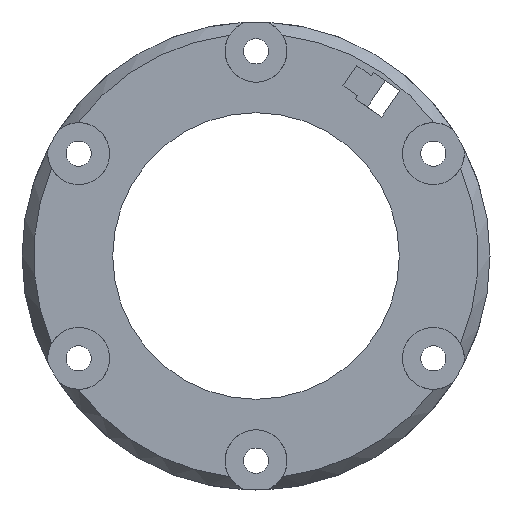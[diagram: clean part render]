
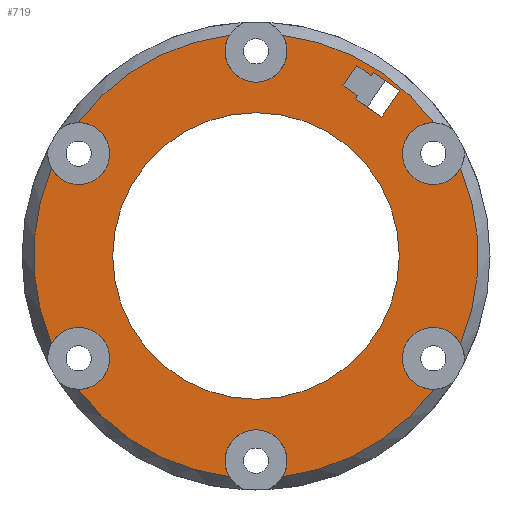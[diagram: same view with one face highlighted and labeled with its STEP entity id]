
A CAD part, front view. The second image highlights one B-rep face of the part: STEP entity #719.
In plain terms, the highlighted planar face has unit normal (0, -1, 0).
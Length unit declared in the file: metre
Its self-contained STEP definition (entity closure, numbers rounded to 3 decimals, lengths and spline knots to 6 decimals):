
#54=LINE('',#1173,#96);
#55=LINE('',#1176,#97);
#56=LINE('',#1178,#98);
#57=LINE('',#1180,#99);
#58=LINE('',#1182,#100);
#59=LINE('',#1184,#101);
#60=LINE('',#1186,#102);
#61=LINE('',#1188,#103);
#96=VECTOR('',#939,1.);
#97=VECTOR('',#940,1.);
#98=VECTOR('',#941,1.);
#99=VECTOR('',#942,1.);
#100=VECTOR('',#943,1.);
#101=VECTOR('',#944,1.);
#102=VECTOR('',#945,1.);
#103=VECTOR('',#946,1.);
#125=PLANE('',#798);
#195=ORIENTED_EDGE('',*,*,#343,.T.);
#196=ORIENTED_EDGE('',*,*,#387,.T.);
#197=ORIENTED_EDGE('',*,*,#388,.T.);
#198=ORIENTED_EDGE('',*,*,#389,.T.);
#199=ORIENTED_EDGE('',*,*,#390,.T.);
#200=ORIENTED_EDGE('',*,*,#391,.T.);
#201=ORIENTED_EDGE('',*,*,#392,.T.);
#202=ORIENTED_EDGE('',*,*,#393,.T.);
#203=ORIENTED_EDGE('',*,*,#394,.T.);
#204=ORIENTED_EDGE('',*,*,#386,.T.);
#205=ORIENTED_EDGE('',*,*,#395,.F.);
#206=ORIENTED_EDGE('',*,*,#396,.T.);
#207=ORIENTED_EDGE('',*,*,#397,.F.);
#208=ORIENTED_EDGE('',*,*,#398,.T.);
#209=ORIENTED_EDGE('',*,*,#399,.F.);
#210=ORIENTED_EDGE('',*,*,#400,.T.);
#211=ORIENTED_EDGE('',*,*,#401,.F.);
#212=ORIENTED_EDGE('',*,*,#402,.T.);
#213=ORIENTED_EDGE('',*,*,#403,.F.);
#214=ORIENTED_EDGE('',*,*,#404,.T.);
#215=ORIENTED_EDGE('',*,*,#405,.F.);
#343=EDGE_CURVE('',#444,#444,#517,.T.);
#386=EDGE_CURVE('',#484,#485,#542,.T.);
#387=EDGE_CURVE('',#486,#487,#54,.T.);
#388=EDGE_CURVE('',#487,#488,#55,.T.);
#389=EDGE_CURVE('',#488,#489,#56,.T.);
#390=EDGE_CURVE('',#489,#490,#57,.T.);
#391=EDGE_CURVE('',#490,#491,#58,.T.);
#392=EDGE_CURVE('',#491,#492,#59,.T.);
#393=EDGE_CURVE('',#492,#493,#60,.T.);
#394=EDGE_CURVE('',#493,#486,#61,.T.);
#395=EDGE_CURVE('',#494,#485,#543,.T.);
#396=EDGE_CURVE('',#494,#495,#544,.T.);
#397=EDGE_CURVE('',#496,#495,#545,.T.);
#398=EDGE_CURVE('',#496,#497,#546,.T.);
#399=EDGE_CURVE('',#498,#497,#547,.T.);
#400=EDGE_CURVE('',#498,#499,#548,.T.);
#401=EDGE_CURVE('',#500,#499,#549,.T.);
#402=EDGE_CURVE('',#500,#501,#550,.T.);
#403=EDGE_CURVE('',#502,#501,#551,.T.);
#404=EDGE_CURVE('',#502,#503,#552,.T.);
#405=EDGE_CURVE('',#484,#503,#553,.T.);
#444=VERTEX_POINT('',#1072);
#484=VERTEX_POINT('',#1164);
#485=VERTEX_POINT('',#1170);
#486=VERTEX_POINT('',#1174);
#487=VERTEX_POINT('',#1175);
#488=VERTEX_POINT('',#1177);
#489=VERTEX_POINT('',#1179);
#490=VERTEX_POINT('',#1181);
#491=VERTEX_POINT('',#1183);
#492=VERTEX_POINT('',#1185);
#493=VERTEX_POINT('',#1187);
#494=VERTEX_POINT('',#1190);
#495=VERTEX_POINT('',#1192);
#496=VERTEX_POINT('',#1194);
#497=VERTEX_POINT('',#1196);
#498=VERTEX_POINT('',#1198);
#499=VERTEX_POINT('',#1200);
#500=VERTEX_POINT('',#1202);
#501=VERTEX_POINT('',#1204);
#502=VERTEX_POINT('',#1206);
#503=VERTEX_POINT('',#1208);
#517=CIRCLE('',#765,0.0245);
#542=CIRCLE('',#797,0.005295);
#543=CIRCLE('',#799,0.038);
#544=CIRCLE('',#800,0.005295);
#545=CIRCLE('',#801,0.038);
#546=CIRCLE('',#802,0.005295);
#547=CIRCLE('',#803,0.038);
#548=CIRCLE('',#804,0.005295);
#549=CIRCLE('',#805,0.038);
#550=CIRCLE('',#806,0.005295);
#551=CIRCLE('',#807,0.038);
#552=CIRCLE('',#808,0.005295);
#553=CIRCLE('',#809,0.038);
#586=EDGE_LOOP('',(#195));
#587=EDGE_LOOP('',(#196,#197,#198,#199,#200,#201,#202,#203));
#588=EDGE_LOOP('',(#204,#205,#206,#207,#208,#209,#210,#211,#212,#213,#214,
#215));
#652=FACE_BOUND('',#586,.T.);
#653=FACE_BOUND('',#587,.T.);
#654=FACE_BOUND('',#588,.T.);
#719=ADVANCED_FACE('',(#652,#653,#654),#125,.T.);
#765=AXIS2_PLACEMENT_3D('',#1071,#855,#856);
#797=AXIS2_PLACEMENT_3D('',#1171,#935,#936);
#798=AXIS2_PLACEMENT_3D('',#1172,#937,#938);
#799=AXIS2_PLACEMENT_3D('',#1189,#947,#948);
#800=AXIS2_PLACEMENT_3D('',#1191,#949,#950);
#801=AXIS2_PLACEMENT_3D('',#1193,#951,#952);
#802=AXIS2_PLACEMENT_3D('',#1195,#953,#954);
#803=AXIS2_PLACEMENT_3D('',#1197,#955,#956);
#804=AXIS2_PLACEMENT_3D('',#1199,#957,#958);
#805=AXIS2_PLACEMENT_3D('',#1201,#959,#960);
#806=AXIS2_PLACEMENT_3D('',#1203,#961,#962);
#807=AXIS2_PLACEMENT_3D('',#1205,#963,#964);
#808=AXIS2_PLACEMENT_3D('',#1207,#965,#966);
#809=AXIS2_PLACEMENT_3D('',#1209,#967,#968);
#855=DIRECTION('',(0.,1.,0.));
#856=DIRECTION('',(-1.,0.,0.));
#935=DIRECTION('',(0.,1.,0.));
#936=DIRECTION('',(0.5,0.,-0.866));
#937=DIRECTION('',(0.,-1.,0.));
#938=DIRECTION('',(1.,0.,0.));
#939=DIRECTION('',(-0.824,0.,0.567));
#940=DIRECTION('',(0.567,0.,0.824));
#941=DIRECTION('',(-0.824,0.,0.567));
#942=DIRECTION('',(0.567,0.,0.824));
#943=DIRECTION('',(0.824,0.,-0.567));
#944=DIRECTION('',(0.567,0.,0.824));
#945=DIRECTION('',(0.824,0.,-0.567));
#946=DIRECTION('',(-0.567,0.,-0.824));
#947=DIRECTION('',(0.,1.,0.));
#948=DIRECTION('',(1.,0.,0.));
#949=DIRECTION('',(0.,1.,0.));
#950=DIRECTION('',(1.,0.,0.));
#951=DIRECTION('',(0.,1.,0.));
#952=DIRECTION('',(1.,0.,0.));
#953=DIRECTION('',(0.,1.,0.));
#954=DIRECTION('',(0.5,0.,0.866));
#955=DIRECTION('',(0.,1.,0.));
#956=DIRECTION('',(1.,0.,0.));
#957=DIRECTION('',(0.,1.,0.));
#958=DIRECTION('',(-0.5,0.,0.866));
#959=DIRECTION('',(0.,1.,0.));
#960=DIRECTION('',(1.,0.,0.));
#961=DIRECTION('',(0.,1.,0.));
#962=DIRECTION('',(-1.,0.,0.));
#963=DIRECTION('',(0.,1.,0.));
#964=DIRECTION('',(1.,0.,0.));
#965=DIRECTION('',(0.,1.,0.));
#966=DIRECTION('',(-0.5,0.,-0.866));
#967=DIRECTION('',(0.,1.,0.));
#968=DIRECTION('',(1.,0.,0.));
#1071=CARTESIAN_POINT('',(0.,-0.03,0.));
#1072=CARTESIAN_POINT('',(-0.0245,-0.03,0.));
#1164=CARTESIAN_POINT('',(0.034943,-0.03,0.014934));
#1170=CARTESIAN_POINT('',(0.030404,-0.03,0.022794));
#1171=CARTESIAN_POINT('',(0.030311,-0.03,0.0175));
#1172=CARTESIAN_POINT('',(0.,-0.03,0.));
#1173=CARTESIAN_POINT('',(0.018506,-0.03,0.025807));
#1174=CARTESIAN_POINT('',(0.021493,-0.03,0.023753));
#1175=CARTESIAN_POINT('',(0.017002,-0.03,0.026841));
#1176=CARTESIAN_POINT('',(0.008007,-0.03,0.01376));
#1177=CARTESIAN_POINT('',(0.017384,-0.03,0.027397));
#1178=CARTESIAN_POINT('',(0.017879,-0.03,0.027057));
#1179=CARTESIAN_POINT('',(0.014871,-0.03,0.029125));
#1180=CARTESIAN_POINT('',(0.005685,-0.03,0.015767));
#1181=CARTESIAN_POINT('',(0.017223,-0.03,0.032545));
#1182=CARTESIAN_POINT('',(0.018974,-0.03,0.031341));
#1183=CARTESIAN_POINT('',(0.019736,-0.03,0.030817));
#1184=CARTESIAN_POINT('',(0.009374,-0.03,0.015748));
#1185=CARTESIAN_POINT('',(0.020119,-0.03,0.031373));
#1186=CARTESIAN_POINT('',(0.021622,-0.03,0.030339));
#1187=CARTESIAN_POINT('',(0.024609,-0.03,0.028285));
#1188=CARTESIAN_POINT('',(0.014056,-0.03,0.012938));
#1189=CARTESIAN_POINT('',(0.,-0.03,0.));
#1190=CARTESIAN_POINT('',(0.004538,-0.03,0.037728));
#1191=CARTESIAN_POINT('',(0.,-0.03,0.035));
#1192=CARTESIAN_POINT('',(-0.004538,-0.03,0.037728));
#1193=CARTESIAN_POINT('',(0.,-0.03,0.));
#1194=CARTESIAN_POINT('',(-0.030404,-0.03,0.022794));
#1195=CARTESIAN_POINT('',(-0.030311,-0.03,0.0175));
#1196=CARTESIAN_POINT('',(-0.034943,-0.03,0.014934));
#1197=CARTESIAN_POINT('',(0.,-0.03,0.));
#1198=CARTESIAN_POINT('',(-0.034943,-0.03,-0.014934));
#1199=CARTESIAN_POINT('',(-0.030311,-0.03,-0.0175));
#1200=CARTESIAN_POINT('',(-0.030404,-0.03,-0.022794));
#1201=CARTESIAN_POINT('',(0.,-0.03,0.));
#1202=CARTESIAN_POINT('',(-0.004538,-0.03,-0.037728));
#1203=CARTESIAN_POINT('',(0.,-0.03,-0.035));
#1204=CARTESIAN_POINT('',(0.004538,-0.03,-0.037728));
#1205=CARTESIAN_POINT('',(0.,-0.03,0.));
#1206=CARTESIAN_POINT('',(0.030404,-0.03,-0.022794));
#1207=CARTESIAN_POINT('',(0.030311,-0.03,-0.0175));
#1208=CARTESIAN_POINT('',(0.034943,-0.03,-0.014934));
#1209=CARTESIAN_POINT('',(0.,-0.03,0.));
